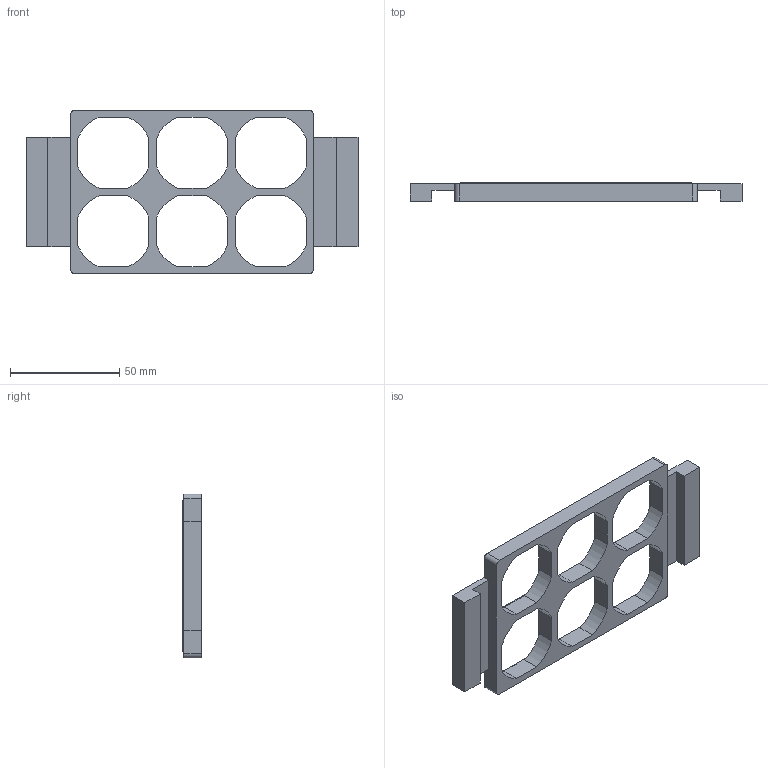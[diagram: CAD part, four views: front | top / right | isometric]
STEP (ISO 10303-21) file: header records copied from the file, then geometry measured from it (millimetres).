
FILE_DESCRIPTION(/* description */ (''),/* implementation_level */ '2;1');
FILE_NAME(/* name */ '6_well_plate_adapter.step',/* time_stamp */ '2023-09-17T20:18:26+02:00',/* author */ (''),/* organization */ (''),/* preprocessor_version */ 'ST-DEVELOPER v20',/* originating_system */ 'Autodesk Translation Framework v12.9.0.99',/* authorisation */ '');
FILE_SCHEMA (('AUTOMOTIVE_DESIGN { 1 0 10303 214 3 1 1 }'));
Length unit declared in the file: millimetre
Products named in the file (1): 6_well_plate_adapter_J
Bounding box: 152 x 8.5 x 75 mm (x, y, z)
Volume: 33850.4 mm3; surface area: 20181.5 mm2
Topology: 1 solids, 1 shells, 252 faces, 692 edges, 460 vertices
Faces by surface type: plane 222, cylinder 30
Entity records: 7949 total; most frequent: CARTESIAN_POINT 1405, ORIENTED_EDGE 1384, DIRECTION 1258, EDGE_CURVE 692, LINE 632, VECTOR 632, VERTEX_POINT 460, AXIS2_PLACEMENT_3D 313
